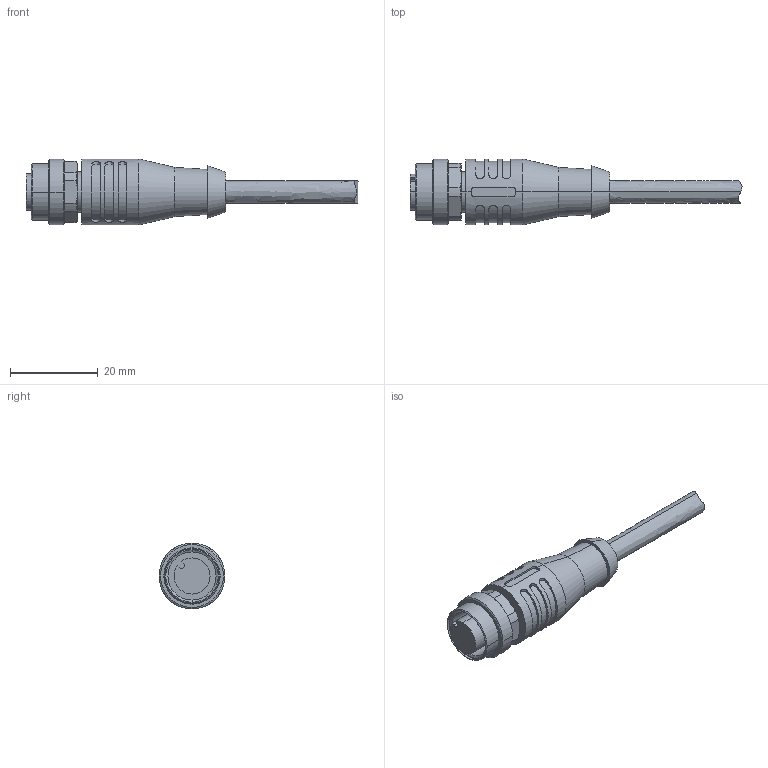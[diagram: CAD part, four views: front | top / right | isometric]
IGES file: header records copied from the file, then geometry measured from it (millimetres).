
Start section: SolidWorks IGES file using analytic representation for surfaces
Global section: file name: 6034605-S286489.IGS; native system: SolidWorks 2019; preprocessor: SolidWorks 2019; author: css-tmgr; date: 200228.220231; units: millimetre
Bounding box: 75.53 x 15 x 15 mm (x, y, z)
Volume: 6275.8 mm3; surface area: 3406.6 mm2
Topology: 1 solids, 1 shells, 116 faces, 287 edges, 186 vertices
Faces by surface type: revolution 75, plane 40, bspline 1
